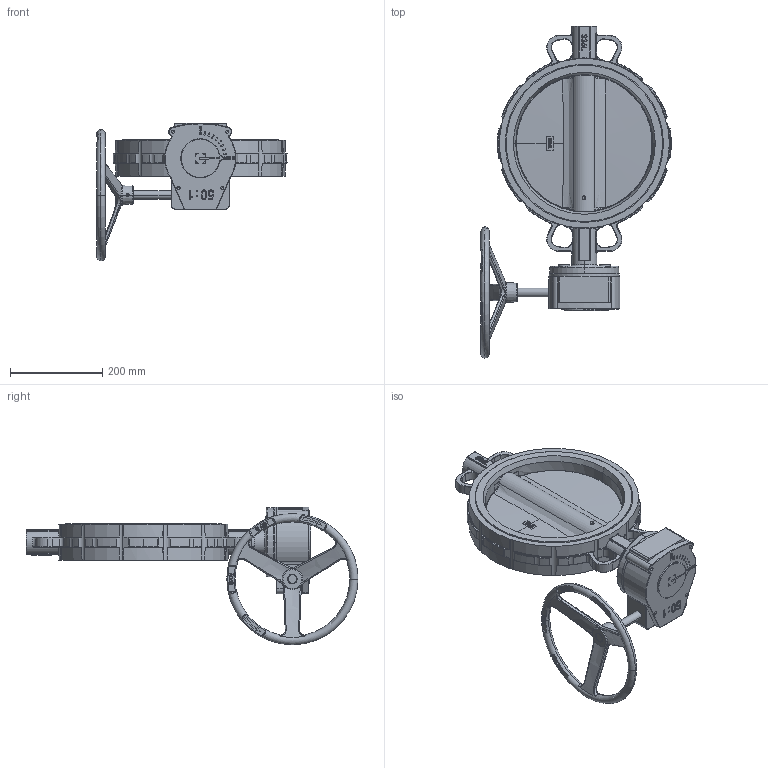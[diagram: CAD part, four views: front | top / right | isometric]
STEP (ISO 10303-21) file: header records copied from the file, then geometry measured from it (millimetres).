
FILE_DESCRIPTION (( 'STEP AP203' ), '1' );
FILE_NAME ('J9 DN300 + RM PN25.STEP', '2023-11-21T08:23:40', ( '' ), ( '' ), 'SwSTEP 2.0', 'SolidWorks 2023', '' );
FILE_SCHEMA (( 'CONFIG_CONTROL_DESIGN' ));
Products named in the file (1): J9 DN300 + RM PN25
Bounding box: 413.71 x 721.5 x 298.5 mm (x, y, z)
Volume: 7205909.9 mm3; surface area: 645951.9 mm2
Topology: 1 solids, 5 shells, 1483 faces, 3806 edges, 2378 vertices
Faces by surface type: plane 522, bspline 351, cylinder 292, torus 217, cone 82, sphere 19
Entity records: 81103 total; most frequent: CARTESIAN_POINT 47613, ORIENTED_EDGE 7520, DIRECTION 6189, EDGE_CURVE 3760, VERTEX_POINT 2378, AXIS2_PLACEMENT_3D 2321, EDGE_LOOP 1588, VECTOR 1547
